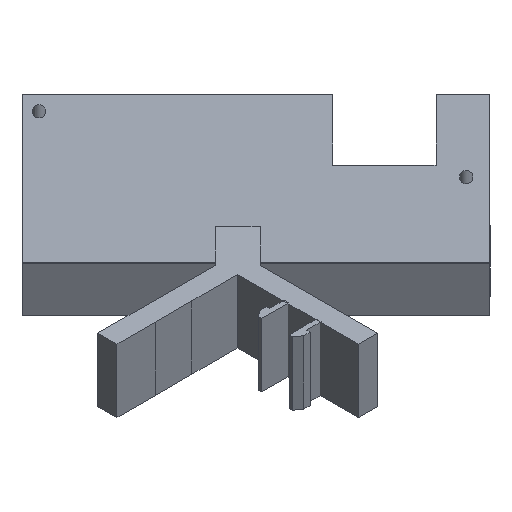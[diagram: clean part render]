
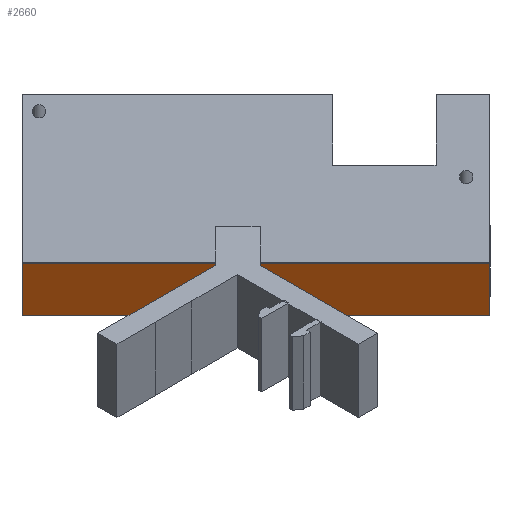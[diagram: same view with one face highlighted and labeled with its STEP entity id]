
A CAD part, isometric view. The second image highlights one B-rep face of the part: STEP entity #2660.
In plain terms, the highlighted face is planar.
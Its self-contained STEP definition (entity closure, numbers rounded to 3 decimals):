
#2491 = PLANE('',#2492);
#2492 = AXIS2_PLACEMENT_3D('',#2493,#2494,#2495);
#2493 = CARTESIAN_POINT('',(26.,-7.2,0.));
#2494 = DIRECTION('',(-1.,0.,0.));
#2495 = DIRECTION('',(0.,1.,0.));
#2519 = PLANE('',#2520);
#2520 = AXIS2_PLACEMENT_3D('',#2521,#2522,#2523);
#2521 = CARTESIAN_POINT('',(-0.025,-3.6,7.1));
#2522 = DIRECTION('',(0.,0.,1.));
#2523 = DIRECTION('',(1.,0.,0.));
#2547 = PLANE('',#2548);
#2548 = AXIS2_PLACEMENT_3D('',#2549,#2550,#2551);
#2549 = CARTESIAN_POINT('',(-26.05,0.,0.));
#2550 = DIRECTION('',(1.,0.,0.));
#2551 = DIRECTION('',(0.,-1.,0.));
#2573 = PLANE('',#2574);
#2574 = AXIS2_PLACEMENT_3D('',#2575,#2576,#2577);
#2575 = CARTESIAN_POINT('',(-0.025,-3.6,0.));
#2576 = DIRECTION('',(0.,0.,1.));
#2577 = DIRECTION('',(1.,0.,0.));
#2590 = VERTEX_POINT('',#2591);
#2591 = CARTESIAN_POINT('',(-26.05,-7.2,7.1));
#2612 = EDGE_CURVE('',#2613,#2590,#2615,.T.);
#2613 = VERTEX_POINT('',#2614);
#2614 = CARTESIAN_POINT('',(-26.05,-7.2,0.));
#2615 = SURFACE_CURVE('',#2616,(#2620,#2627),.PCURVE_S1.);
#2616 = LINE('',#2617,#2618);
#2617 = CARTESIAN_POINT('',(-26.05,-7.2,0.));
#2618 = VECTOR('',#2619,1.);
#2619 = DIRECTION('',(0.,0.,1.));
#2620 = PCURVE('',#2547,#2621);
#2621 = DEFINITIONAL_REPRESENTATION('',(#2622),#2626);
#2622 = LINE('',#2623,#2624);
#2623 = CARTESIAN_POINT('',(7.2,0.));
#2624 = VECTOR('',#2625,1.);
#2625 = DIRECTION('',(0.,-1.));
#2626 = ( GEOMETRIC_REPRESENTATION_CONTEXT(2) 
PARAMETRIC_REPRESENTATION_CONTEXT() REPRESENTATION_CONTEXT('2D SPACE',''
  ) );
#2627 = PCURVE('',#2628,#2633);
#2628 = PLANE('',#2629);
#2629 = AXIS2_PLACEMENT_3D('',#2630,#2631,#2632);
#2630 = CARTESIAN_POINT('',(-26.05,-7.2,0.));
#2631 = DIRECTION('',(0.,1.,0.));
#2632 = DIRECTION('',(1.,0.,0.));
#2633 = DEFINITIONAL_REPRESENTATION('',(#2634),#2638);
#2634 = LINE('',#2635,#2636);
#2635 = CARTESIAN_POINT('',(0.,0.));
#2636 = VECTOR('',#2637,1.);
#2637 = DIRECTION('',(0.,-1.));
#2638 = ( GEOMETRIC_REPRESENTATION_CONTEXT(2) 
PARAMETRIC_REPRESENTATION_CONTEXT() REPRESENTATION_CONTEXT('2D SPACE',''
  ) );
#2660 = ADVANCED_FACE('',(#2661),#2628,.F.);
#2661 = FACE_BOUND('',#2662,.F.);
#2662 = EDGE_LOOP('',(#2663,#2664,#2687,#2710));
#2663 = ORIENTED_EDGE('',*,*,#2612,.T.);
#2664 = ORIENTED_EDGE('',*,*,#2665,.T.);
#2665 = EDGE_CURVE('',#2590,#2666,#2668,.T.);
#2666 = VERTEX_POINT('',#2667);
#2667 = CARTESIAN_POINT('',(26.,-7.2,7.1));
#2668 = SURFACE_CURVE('',#2669,(#2673,#2680),.PCURVE_S1.);
#2669 = LINE('',#2670,#2671);
#2670 = CARTESIAN_POINT('',(-26.05,-7.2,7.1));
#2671 = VECTOR('',#2672,1.);
#2672 = DIRECTION('',(1.,0.,0.));
#2673 = PCURVE('',#2628,#2674);
#2674 = DEFINITIONAL_REPRESENTATION('',(#2675),#2679);
#2675 = LINE('',#2676,#2677);
#2676 = CARTESIAN_POINT('',(0.,-7.1));
#2677 = VECTOR('',#2678,1.);
#2678 = DIRECTION('',(1.,0.));
#2679 = ( GEOMETRIC_REPRESENTATION_CONTEXT(2) 
PARAMETRIC_REPRESENTATION_CONTEXT() REPRESENTATION_CONTEXT('2D SPACE',''
  ) );
#2680 = PCURVE('',#2519,#2681);
#2681 = DEFINITIONAL_REPRESENTATION('',(#2682),#2686);
#2682 = LINE('',#2683,#2684);
#2683 = CARTESIAN_POINT('',(-26.025,-3.6));
#2684 = VECTOR('',#2685,1.);
#2685 = DIRECTION('',(1.,0.));
#2686 = ( GEOMETRIC_REPRESENTATION_CONTEXT(2) 
PARAMETRIC_REPRESENTATION_CONTEXT() REPRESENTATION_CONTEXT('2D SPACE',''
  ) );
#2687 = ORIENTED_EDGE('',*,*,#2688,.F.);
#2688 = EDGE_CURVE('',#2689,#2666,#2691,.T.);
#2689 = VERTEX_POINT('',#2690);
#2690 = CARTESIAN_POINT('',(26.,-7.2,0.));
#2691 = SURFACE_CURVE('',#2692,(#2696,#2703),.PCURVE_S1.);
#2692 = LINE('',#2693,#2694);
#2693 = CARTESIAN_POINT('',(26.,-7.2,0.));
#2694 = VECTOR('',#2695,1.);
#2695 = DIRECTION('',(0.,0.,1.));
#2696 = PCURVE('',#2628,#2697);
#2697 = DEFINITIONAL_REPRESENTATION('',(#2698),#2702);
#2698 = LINE('',#2699,#2700);
#2699 = CARTESIAN_POINT('',(52.05,0.));
#2700 = VECTOR('',#2701,1.);
#2701 = DIRECTION('',(0.,-1.));
#2702 = ( GEOMETRIC_REPRESENTATION_CONTEXT(2) 
PARAMETRIC_REPRESENTATION_CONTEXT() REPRESENTATION_CONTEXT('2D SPACE',''
  ) );
#2703 = PCURVE('',#2491,#2704);
#2704 = DEFINITIONAL_REPRESENTATION('',(#2705),#2709);
#2705 = LINE('',#2706,#2707);
#2706 = CARTESIAN_POINT('',(0.,0.));
#2707 = VECTOR('',#2708,1.);
#2708 = DIRECTION('',(0.,-1.));
#2709 = ( GEOMETRIC_REPRESENTATION_CONTEXT(2) 
PARAMETRIC_REPRESENTATION_CONTEXT() REPRESENTATION_CONTEXT('2D SPACE',''
  ) );
#2710 = ORIENTED_EDGE('',*,*,#2711,.F.);
#2711 = EDGE_CURVE('',#2613,#2689,#2712,.T.);
#2712 = SURFACE_CURVE('',#2713,(#2717,#2724),.PCURVE_S1.);
#2713 = LINE('',#2714,#2715);
#2714 = CARTESIAN_POINT('',(-26.05,-7.2,0.));
#2715 = VECTOR('',#2716,1.);
#2716 = DIRECTION('',(1.,0.,0.));
#2717 = PCURVE('',#2628,#2718);
#2718 = DEFINITIONAL_REPRESENTATION('',(#2719),#2723);
#2719 = LINE('',#2720,#2721);
#2720 = CARTESIAN_POINT('',(0.,0.));
#2721 = VECTOR('',#2722,1.);
#2722 = DIRECTION('',(1.,0.));
#2723 = ( GEOMETRIC_REPRESENTATION_CONTEXT(2) 
PARAMETRIC_REPRESENTATION_CONTEXT() REPRESENTATION_CONTEXT('2D SPACE',''
  ) );
#2724 = PCURVE('',#2573,#2725);
#2725 = DEFINITIONAL_REPRESENTATION('',(#2726),#2730);
#2726 = LINE('',#2727,#2728);
#2727 = CARTESIAN_POINT('',(-26.025,-3.6));
#2728 = VECTOR('',#2729,1.);
#2729 = DIRECTION('',(1.,0.));
#2730 = ( GEOMETRIC_REPRESENTATION_CONTEXT(2) 
PARAMETRIC_REPRESENTATION_CONTEXT() REPRESENTATION_CONTEXT('2D SPACE',''
  ) );
